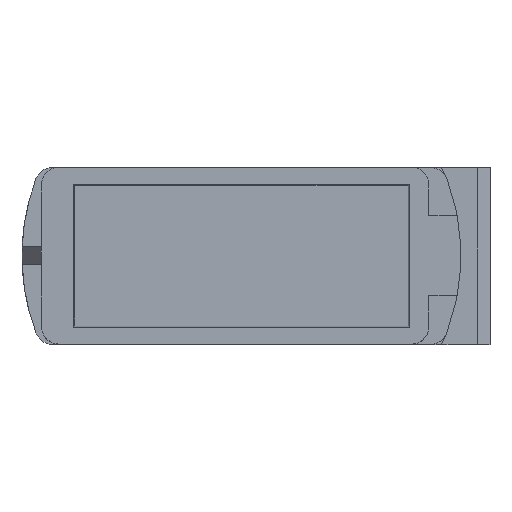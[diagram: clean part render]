
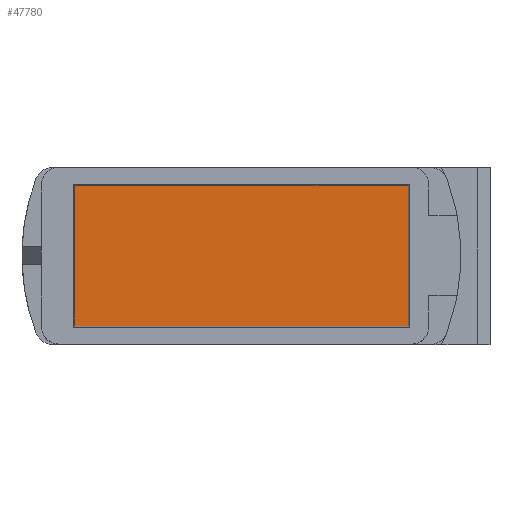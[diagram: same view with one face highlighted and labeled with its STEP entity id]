
A CAD part, top view. The second image highlights one B-rep face of the part: STEP entity #47780.
In plain terms, the highlighted planar face has unit normal (0, 0, 1).
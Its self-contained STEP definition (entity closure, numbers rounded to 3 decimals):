
#18949=DIRECTION('',(0.,-1.,0.));
#18950=VECTOR('',#18949,7.95);
#18951=CARTESIAN_POINT('',(-9.425,3.975,7.15));
#18952=LINE('',#18951,#18950);
#18953=DIRECTION('',(-1.,0.,0.));
#18954=VECTOR('',#18953,18.85);
#18955=CARTESIAN_POINT('',(9.425,3.975,7.15));
#18956=LINE('',#18955,#18954);
#18957=DIRECTION('',(0.,-1.,0.));
#18958=VECTOR('',#18957,7.95);
#18959=CARTESIAN_POINT('',(9.425,3.975,7.15));
#18960=LINE('',#18959,#18958);
#18961=DIRECTION('',(-1.,0.,0.));
#18962=VECTOR('',#18961,18.85);
#18963=CARTESIAN_POINT('',(9.425,-3.975,7.15));
#18964=LINE('',#18963,#18962);
#19059=CARTESIAN_POINT('',(-9.425,3.975,7.15));
#19060=CARTESIAN_POINT('',(-9.425,-3.975,7.15));
#19061=VERTEX_POINT('',#19059);
#19062=VERTEX_POINT('',#19060);
#19063=CARTESIAN_POINT('',(9.425,3.975,7.15));
#19064=CARTESIAN_POINT('',(9.425,-3.975,7.15));
#19065=VERTEX_POINT('',#19063);
#19066=VERTEX_POINT('',#19064);
#47769=CARTESIAN_POINT('',(0.,0.,7.15));
#47770=DIRECTION('',(0.,0.,1.));
#47771=DIRECTION('',(-1.,0.,0.));
#47772=AXIS2_PLACEMENT_3D('',#47769,#47770,#47771);
#47773=PLANE('',#47772);
#47774=ORIENTED_EDGE('',*,*,#47735,.F.);
#47775=ORIENTED_EDGE('',*,*,#47751,.F.);
#47776=ORIENTED_EDGE('',*,*,#47762,.T.);
#47777=ORIENTED_EDGE('',*,*,#47720,.T.);
#47778=EDGE_LOOP('',(#47774,#47775,#47776,#47777));
#47779=FACE_OUTER_BOUND('',#47778,.F.);
#47780=ADVANCED_FACE('',(#47779),#47773,.T.);
#47720=EDGE_CURVE('',#19066,#19062,#18964,.T.);
#47735=EDGE_CURVE('',#19061,#19062,#18952,.T.);
#47751=EDGE_CURVE('',#19065,#19061,#18956,.T.);
#47762=EDGE_CURVE('',#19065,#19066,#18960,.T.);
